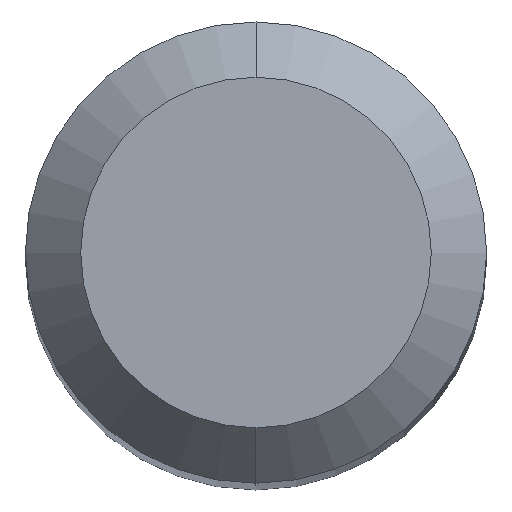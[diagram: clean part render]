
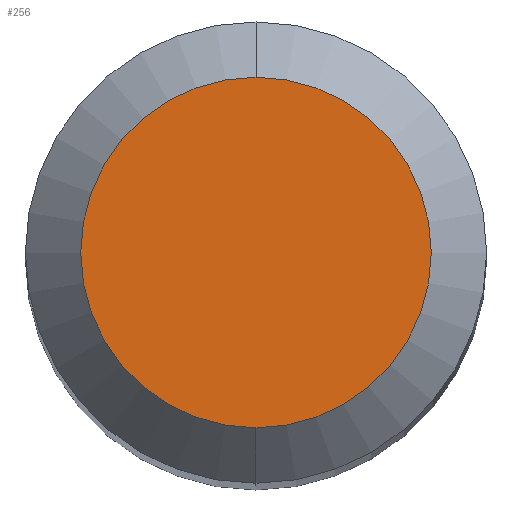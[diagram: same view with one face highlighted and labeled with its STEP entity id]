
A CAD part, top view. The second image highlights one B-rep face of the part: STEP entity #256.
In plain terms, the highlighted planar face has unit normal (0, 0, 1).
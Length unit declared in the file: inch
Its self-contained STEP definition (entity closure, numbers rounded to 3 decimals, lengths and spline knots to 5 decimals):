
#24 = ORIENTED_EDGE ( 'NONE', *, *, #196, .T. ) ;
#56 = AXIS2_PLACEMENT_3D ( 'NONE', #464, #371, #518 ) ;
#88 = CARTESIAN_POINT ( 'NONE',  ( 0., 0., 0. ) ) ;
#120 = PLANE ( 'NONE',  #56 ) ;
#141 = CARTESIAN_POINT ( 'NONE',  ( 0., 0.0475, 0. ) ) ;
#153 = CARTESIAN_POINT ( 'NONE',  ( 0., -0.0475, 0. ) ) ;
#160 = DIRECTION ( 'NONE',  ( 0., 0., 1. ) ) ;
#191 = VERTEX_POINT ( 'NONE', #153 ) ;
#196 = EDGE_CURVE ( 'NONE', #346, #191, #391, .T. ) ;
#228 = EDGE_LOOP ( 'NONE', ( #24, #416 ) ) ;
#245 = CARTESIAN_POINT ( 'NONE',  ( 0., 0., 0. ) ) ;
#256 = ADVANCED_FACE ( 'NONE', ( #376 ), #120, .F. ) ;
#326 = AXIS2_PLACEMENT_3D ( 'NONE', #245, #160, #450 ) ;
#339 = CIRCLE ( 'NONE', #326, 0.0475 ) ;
#343 = DIRECTION ( 'NONE',  ( 0., -1., 0. ) ) ;
#346 = VERTEX_POINT ( 'NONE', #141 ) ;
#371 = DIRECTION ( 'NONE',  ( 0., 0., -1. ) ) ;
#376 = FACE_OUTER_BOUND ( 'NONE', #228, .T. ) ;
#380 = DIRECTION ( 'NONE',  ( 0., 0., 1. ) ) ;
#391 = CIRCLE ( 'NONE', #439, 0.0475 ) ;
#416 = ORIENTED_EDGE ( 'NONE', *, *, #564, .T. ) ;
#439 = AXIS2_PLACEMENT_3D ( 'NONE', #88, #380, #343 ) ;
#450 = DIRECTION ( 'NONE',  ( 0., -1., 0. ) ) ;
#464 = CARTESIAN_POINT ( 'NONE',  ( 0., 0.0475, 0. ) ) ;
#518 = DIRECTION ( 'NONE',  ( 0., 1., 0. ) ) ;
#564 = EDGE_CURVE ( 'NONE', #191, #346, #339, .T. ) ;
